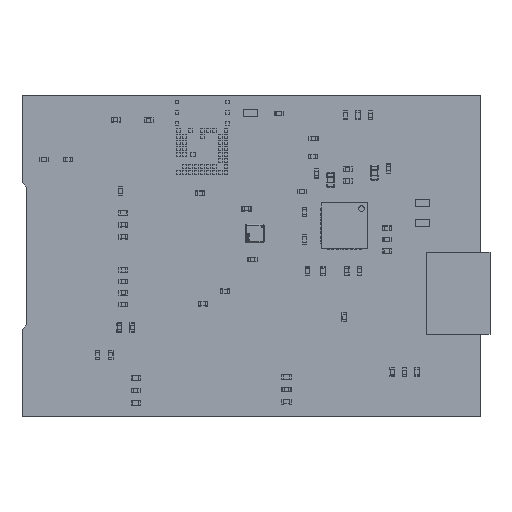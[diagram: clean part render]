
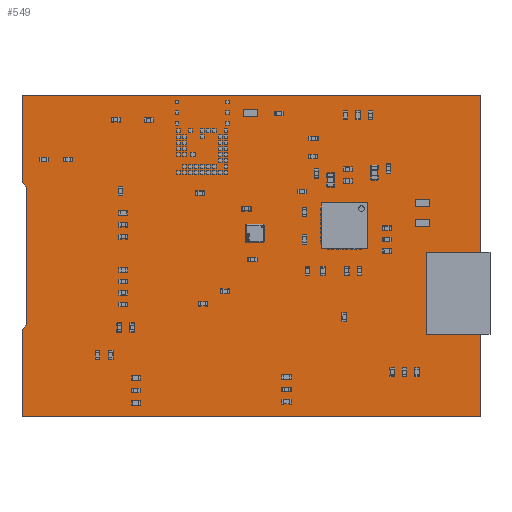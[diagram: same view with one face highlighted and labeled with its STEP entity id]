
A CAD part, top view. The second image highlights one B-rep face of the part: STEP entity #549.
In plain terms, the highlighted planar face has unit normal (0, 0, 1).
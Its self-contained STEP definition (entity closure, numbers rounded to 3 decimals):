
#292 = VERTEX_POINT('',#293);
#293 = CARTESIAN_POINT('',(0.,9.5,1.635));
#299 = EDGE_CURVE('',#292,#300,#302,.T.);
#300 = VERTEX_POINT('',#301);
#301 = CARTESIAN_POINT('',(0.5,10.,1.635));
#302 = LINE('',#303,#304);
#303 = CARTESIAN_POINT('',(0.,9.5,1.635));
#304 = VECTOR('',#305,1.);
#305 = DIRECTION('',(0.707,0.707,0.));
#330 = EDGE_CURVE('',#300,#331,#333,.T.);
#331 = VERTEX_POINT('',#332);
#332 = CARTESIAN_POINT('',(0.5,25.,1.635));
#333 = LINE('',#334,#335);
#334 = CARTESIAN_POINT('',(0.5,10.,1.635));
#335 = VECTOR('',#336,1.);
#336 = DIRECTION('',(0.,1.,0.));
#361 = EDGE_CURVE('',#331,#362,#364,.T.);
#362 = VERTEX_POINT('',#363);
#363 = CARTESIAN_POINT('',(0.,25.5,1.635));
#364 = LINE('',#365,#366);
#365 = CARTESIAN_POINT('',(0.5,25.,1.635));
#366 = VECTOR('',#367,1.);
#367 = DIRECTION('',(-0.707,0.707,0.));
#392 = EDGE_CURVE('',#362,#393,#395,.T.);
#393 = VERTEX_POINT('',#394);
#394 = CARTESIAN_POINT('',(0.,35.,1.635));
#395 = LINE('',#396,#397);
#396 = CARTESIAN_POINT('',(0.,25.5,1.635));
#397 = VECTOR('',#398,1.);
#398 = DIRECTION('',(0.,1.,0.));
#423 = EDGE_CURVE('',#393,#424,#426,.T.);
#424 = VERTEX_POINT('',#425);
#425 = CARTESIAN_POINT('',(50.,35.,1.635));
#426 = LINE('',#427,#428);
#427 = CARTESIAN_POINT('',(0.,35.,1.635));
#428 = VECTOR('',#429,1.);
#429 = DIRECTION('',(1.,0.,0.));
#454 = EDGE_CURVE('',#424,#455,#457,.T.);
#455 = VERTEX_POINT('',#456);
#456 = CARTESIAN_POINT('',(50.,0.,1.635));
#457 = LINE('',#458,#459);
#458 = CARTESIAN_POINT('',(50.,35.,1.635));
#459 = VECTOR('',#460,1.);
#460 = DIRECTION('',(0.,-1.,0.));
#485 = EDGE_CURVE('',#455,#486,#488,.T.);
#486 = VERTEX_POINT('',#487);
#487 = CARTESIAN_POINT('',(0.,0.,1.635));
#488 = LINE('',#489,#490);
#489 = CARTESIAN_POINT('',(50.,0.,1.635));
#490 = VECTOR('',#491,1.);
#491 = DIRECTION('',(-1.,0.,0.));
#516 = EDGE_CURVE('',#486,#292,#517,.T.);
#517 = LINE('',#518,#519);
#518 = CARTESIAN_POINT('',(0.,0.,1.635));
#519 = VECTOR('',#520,1.);
#520 = DIRECTION('',(0.,1.,0.));
#549 = ADVANCED_FACE('',(#550),#560,.F.);
#550 = FACE_BOUND('',#551,.F.);
#551 = EDGE_LOOP('',(#552,#553,#554,#555,#556,#557,#558,#559));
#552 = ORIENTED_EDGE('',*,*,#299,.T.);
#553 = ORIENTED_EDGE('',*,*,#330,.T.);
#554 = ORIENTED_EDGE('',*,*,#361,.T.);
#555 = ORIENTED_EDGE('',*,*,#392,.T.);
#556 = ORIENTED_EDGE('',*,*,#423,.T.);
#557 = ORIENTED_EDGE('',*,*,#454,.T.);
#558 = ORIENTED_EDGE('',*,*,#485,.T.);
#559 = ORIENTED_EDGE('',*,*,#516,.T.);
#560 = PLANE('',#561);
#561 = AXIS2_PLACEMENT_3D('',#562,#563,#564);
#562 = CARTESIAN_POINT('',(24.985,17.5,1.635));
#563 = DIRECTION('',(-0.,-0.,-1.));
#564 = DIRECTION('',(-1.,0.,0.));
